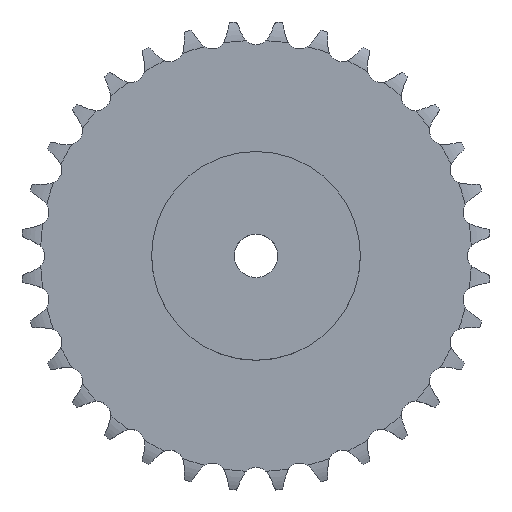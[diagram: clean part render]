
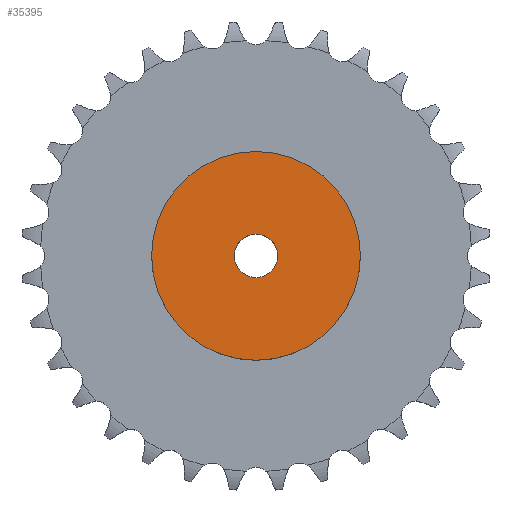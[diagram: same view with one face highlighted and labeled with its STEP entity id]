
A CAD part, top view. The second image highlights one B-rep face of the part: STEP entity #35395.
In plain terms, the highlighted planar face has unit normal (0, 0, 1).
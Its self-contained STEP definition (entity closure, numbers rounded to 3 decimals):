
#4101 = CYLINDRICAL_SURFACE('',#4102,60.);
#4102 = AXIS2_PLACEMENT_3D('',#4103,#4104,#4105);
#4103 = CARTESIAN_POINT('',(0.,0.,0.));
#4104 = DIRECTION('',(-0.,-0.,-1.));
#4105 = DIRECTION('',(1.,0.,0.));
#22226 = VERTEX_POINT('',#22227);
#22227 = CARTESIAN_POINT('',(60.,0.,50.));
#22248 = EDGE_CURVE('',#22226,#22226,#22249,.T.);
#22249 = SURFACE_CURVE('',#22250,(#22255,#22262),.PCURVE_S1.);
#22250 = CIRCLE('',#22251,60.);
#22251 = AXIS2_PLACEMENT_3D('',#22252,#22253,#22254);
#22252 = CARTESIAN_POINT('',(0.,0.,50.));
#22253 = DIRECTION('',(0.,0.,1.));
#22254 = DIRECTION('',(1.,0.,0.));
#22255 = PCURVE('',#4101,#22256);
#22256 = DEFINITIONAL_REPRESENTATION('',(#22257),#22261);
#22257 = LINE('',#22258,#22259);
#22258 = CARTESIAN_POINT('',(-0.,-50.));
#22259 = VECTOR('',#22260,1.);
#22260 = DIRECTION('',(-1.,0.));
#22261 = ( GEOMETRIC_REPRESENTATION_CONTEXT(2) 
PARAMETRIC_REPRESENTATION_CONTEXT() REPRESENTATION_CONTEXT('2D SPACE',''
  ) );
#22262 = PCURVE('',#22263,#22268);
#22263 = PLANE('',#22264);
#22264 = AXIS2_PLACEMENT_3D('',#22265,#22266,#22267);
#22265 = CARTESIAN_POINT('',(0.,0.,50.)
  );
#22266 = DIRECTION('',(0.,0.,1.));
#22267 = DIRECTION('',(1.,0.,0.));
#22268 = DEFINITIONAL_REPRESENTATION('',(#22269),#22273);
#22269 = CIRCLE('',#22270,60.);
#22270 = AXIS2_PLACEMENT_2D('',#22271,#22272);
#22271 = CARTESIAN_POINT('',(0.,0.));
#22272 = DIRECTION('',(1.,0.));
#22273 = ( GEOMETRIC_REPRESENTATION_CONTEXT(2) 
PARAMETRIC_REPRESENTATION_CONTEXT() REPRESENTATION_CONTEXT('2D SPACE',''
  ) );
#30145 = CYLINDRICAL_SURFACE('',#30146,12.5);
#30146 = AXIS2_PLACEMENT_3D('',#30147,#30148,#30149);
#30147 = CARTESIAN_POINT('',(0.,0.,409.915));
#30148 = DIRECTION('',(0.,0.,1.));
#30149 = DIRECTION('',(1.,0.,0.));
#35395 = ADVANCED_FACE('',(#35396,#35399),#22263,.T.);
#35396 = FACE_BOUND('',#35397,.T.);
#35397 = EDGE_LOOP('',(#35398));
#35398 = ORIENTED_EDGE('',*,*,#22248,.T.);
#35399 = FACE_BOUND('',#35400,.T.);
#35400 = EDGE_LOOP('',(#35401));
#35401 = ORIENTED_EDGE('',*,*,#35402,.F.);
#35402 = EDGE_CURVE('',#35403,#35403,#35405,.T.);
#35403 = VERTEX_POINT('',#35404);
#35404 = CARTESIAN_POINT('',(12.5,0.,50.));
#35405 = SURFACE_CURVE('',#35406,(#35411,#35418),.PCURVE_S1.);
#35406 = CIRCLE('',#35407,12.5);
#35407 = AXIS2_PLACEMENT_3D('',#35408,#35409,#35410);
#35408 = CARTESIAN_POINT('',(0.,0.,50.));
#35409 = DIRECTION('',(0.,0.,1.));
#35410 = DIRECTION('',(1.,0.,0.));
#35411 = PCURVE('',#22263,#35412);
#35412 = DEFINITIONAL_REPRESENTATION('',(#35413),#35417);
#35413 = CIRCLE('',#35414,12.5);
#35414 = AXIS2_PLACEMENT_2D('',#35415,#35416);
#35415 = CARTESIAN_POINT('',(0.,0.));
#35416 = DIRECTION('',(1.,0.));
#35417 = ( GEOMETRIC_REPRESENTATION_CONTEXT(2) 
PARAMETRIC_REPRESENTATION_CONTEXT() REPRESENTATION_CONTEXT('2D SPACE',''
  ) );
#35418 = PCURVE('',#30145,#35419);
#35419 = DEFINITIONAL_REPRESENTATION('',(#35420),#35424);
#35420 = LINE('',#35421,#35422);
#35421 = CARTESIAN_POINT('',(0.,-359.915));
#35422 = VECTOR('',#35423,1.);
#35423 = DIRECTION('',(1.,0.));
#35424 = ( GEOMETRIC_REPRESENTATION_CONTEXT(2) 
PARAMETRIC_REPRESENTATION_CONTEXT() REPRESENTATION_CONTEXT('2D SPACE',''
  ) );
